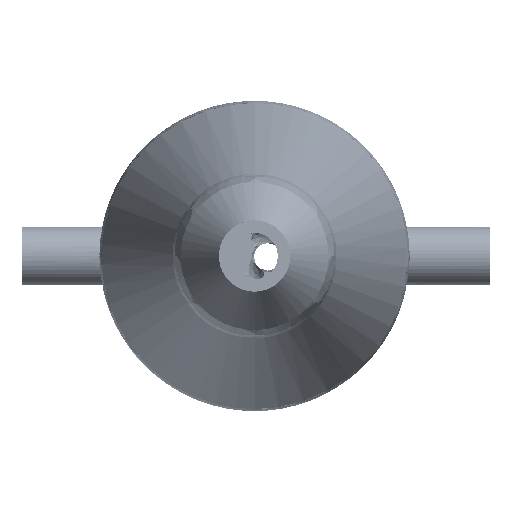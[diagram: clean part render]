
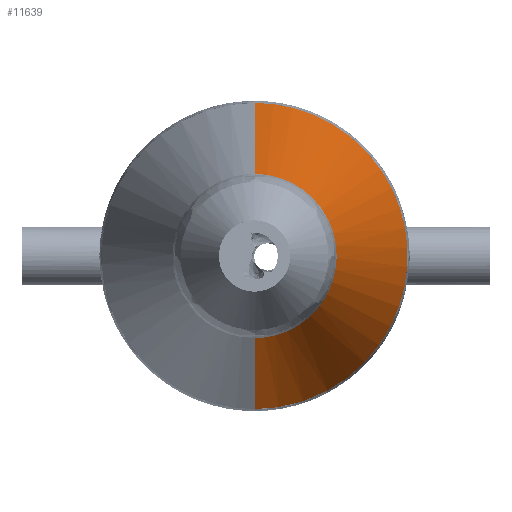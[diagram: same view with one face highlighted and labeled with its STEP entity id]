
A CAD part, left-side view. The second image highlights one B-rep face of the part: STEP entity #11639.
In plain terms, the highlighted free-form (B-spline) face has degree [2, 1] with [5, 2] control points.
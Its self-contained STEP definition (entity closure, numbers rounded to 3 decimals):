
#11639 = ADVANCED_FACE('',(#11640),#11676,.T.);
#11640 = FACE_BOUND('',#11641,.T.);
#11641 = EDGE_LOOP('',(#11642,#11654,#11661,#11671));
#11642 = ORIENTED_EDGE('',*,*,#11643,.F.);
#11643 = EDGE_CURVE('',#11644,#11646,#11648,.T.);
#11644 = VERTEX_POINT('',#11645);
#11645 = CARTESIAN_POINT('',(67.558,309.886,
    523.841));
#11646 = VERTEX_POINT('',#11647);
#11647 = CARTESIAN_POINT('',(67.558,309.886,
    658.954));
#11648 = ( BOUNDED_CURVE() B_SPLINE_CURVE(2,(#11649,#11650,#11651,#11652
,#11653),.UNSPECIFIED.,.F.,.F.) B_SPLINE_CURVE_WITH_KNOTS((3,2,3),(
    0.,1.571,3.142),
.PIECEWISE_BEZIER_KNOTS.) CURVE() GEOMETRIC_REPRESENTATION_ITEM() 
RATIONAL_B_SPLINE_CURVE((1.,0.707,1.,0.707,1.)) 
REPRESENTATION_ITEM('') );
#11649 = CARTESIAN_POINT('',(67.558,309.886,
    523.841));
#11650 = CARTESIAN_POINT('',(67.558,242.329,
    523.841));
#11651 = CARTESIAN_POINT('',(67.558,242.329,
    591.398));
#11652 = CARTESIAN_POINT('',(67.558,242.329,
    658.954));
#11653 = CARTESIAN_POINT('',(67.558,309.886,
    658.954));
#11654 = ORIENTED_EDGE('',*,*,#11655,.F.);
#11655 = EDGE_CURVE('',#11656,#11644,#11658,.T.);
#11656 = VERTEX_POINT('',#11657);
#11657 = CARTESIAN_POINT('',(-36.021,309.886,
    555.165));
#11658 = B_SPLINE_CURVE_WITH_KNOTS('',1,(#11659,#11660),.UNSPECIFIED.,
  .F.,.F.,(2,2),(0.,79.141),.PIECEWISE_BEZIER_KNOTS.);
#11659 = CARTESIAN_POINT('',(-36.021,309.886,
    555.165));
#11660 = CARTESIAN_POINT('',(67.558,309.886,
    523.841));
#11661 = ORIENTED_EDGE('',*,*,#11662,.F.);
#11662 = EDGE_CURVE('',#11663,#11656,#11665,.T.);
#11663 = VERTEX_POINT('',#11664);
#11664 = CARTESIAN_POINT('',(-36.021,309.886,
    627.63));
#11665 = ( BOUNDED_CURVE() B_SPLINE_CURVE(2,(#11666,#11667,#11668,#11669
,#11670),.UNSPECIFIED.,.F.,.F.) B_SPLINE_CURVE_WITH_KNOTS((3,2,3),(0.,
1.571,3.142),.PIECEWISE_BEZIER_KNOTS.) CURVE() 
GEOMETRIC_REPRESENTATION_ITEM() RATIONAL_B_SPLINE_CURVE((1.,
0.707,1.,0.707,1.)) REPRESENTATION_ITEM('') );
#11666 = CARTESIAN_POINT('',(-36.021,309.886,
    627.63));
#11667 = CARTESIAN_POINT('',(-36.021,273.653,
    627.63));
#11668 = CARTESIAN_POINT('',(-36.021,273.653,
    591.398));
#11669 = CARTESIAN_POINT('',(-36.021,273.653,
    555.165));
#11670 = CARTESIAN_POINT('',(-36.021,309.886,
    555.165));
#11671 = ORIENTED_EDGE('',*,*,#11672,.F.);
#11672 = EDGE_CURVE('',#11646,#11663,#11673,.T.);
#11673 = B_SPLINE_CURVE_WITH_KNOTS('',1,(#11674,#11675),.UNSPECIFIED.,
  .F.,.F.,(2,2),(0.,79.141),.PIECEWISE_BEZIER_KNOTS.);
#11674 = CARTESIAN_POINT('',(67.558,309.886,
    658.954));
#11675 = CARTESIAN_POINT('',(-36.021,309.886,
    627.63));
#11676 = ( BOUNDED_SURFACE() B_SPLINE_SURFACE(2,1,(
    (#11677,#11678)
    ,(#11679,#11680)
    ,(#11681,#11682)
    ,(#11683,#11684)
    ,(#11685,#11686
)),.UNSPECIFIED.,.F.,.F.,.F.) B_SPLINE_SURFACE_WITH_KNOTS((3,2,3),(2,2),
  (0.,1.571,3.142),(0.,79.141),
.PIECEWISE_BEZIER_KNOTS.) GEOMETRIC_REPRESENTATION_ITEM() 
RATIONAL_B_SPLINE_SURFACE((
    (1.,1.)
    ,(0.707,0.707)
    ,(1.,1.)
    ,(0.707,0.707)
,(1.,1.))) REPRESENTATION_ITEM('') SURFACE() );
#11677 = CARTESIAN_POINT('',(-36.021,309.886,
    555.165));
#11678 = CARTESIAN_POINT('',(67.558,309.886,
    523.841));
#11679 = CARTESIAN_POINT('',(-36.021,273.653,
    555.165));
#11680 = CARTESIAN_POINT('',(67.558,242.329,
    523.841));
#11681 = CARTESIAN_POINT('',(-36.021,273.653,
    591.398));
#11682 = CARTESIAN_POINT('',(67.558,242.329,
    591.398));
#11683 = CARTESIAN_POINT('',(-36.021,273.653,
    627.63));
#11684 = CARTESIAN_POINT('',(67.558,242.329,
    658.954));
#11685 = CARTESIAN_POINT('',(-36.021,309.886,
    627.63));
#11686 = CARTESIAN_POINT('',(67.558,309.886,
    658.954));
